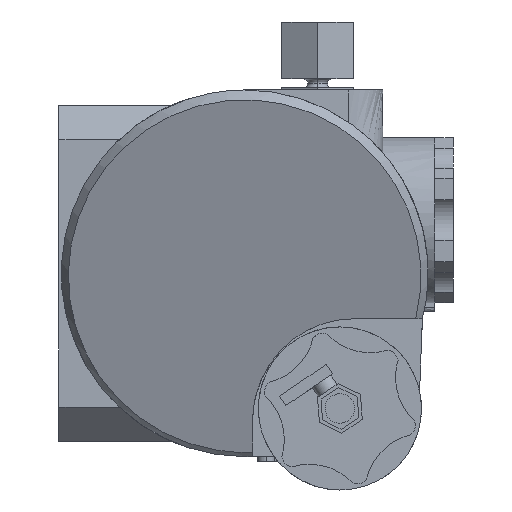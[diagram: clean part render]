
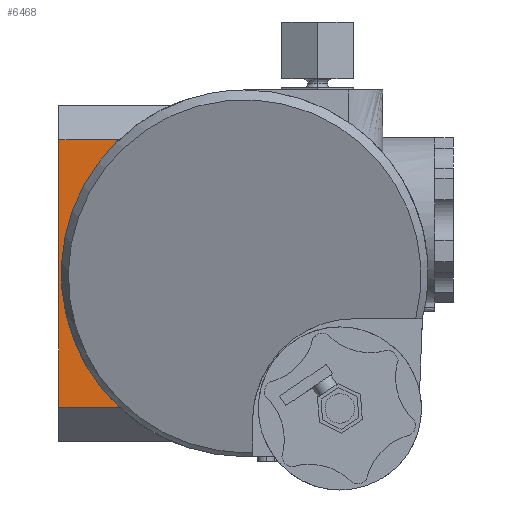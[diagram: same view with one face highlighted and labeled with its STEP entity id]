
A CAD part, left-side view. The second image highlights one B-rep face of the part: STEP entity #6468.
In plain terms, the highlighted free-form (B-spline) face has degree [1, 1] with [2, 2] control points.
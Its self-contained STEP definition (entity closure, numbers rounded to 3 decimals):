
#2365 = VERTEX_POINT('',#2366);
#2366 = CARTESIAN_POINT('',(-327.672,130.434,
    -84.792));
#2377 = EDGE_CURVE('',#2378,#2365,#2380,.T.);
#2378 = VERTEX_POINT('',#2379);
#2379 = CARTESIAN_POINT('',(-327.672,130.434,
    84.792));
#2380 = ( BOUNDED_CURVE() B_SPLINE_CURVE(2,(#2381,#2382,#2383),
.UNSPECIFIED.,.F.,.F.) B_SPLINE_CURVE_WITH_KNOTS((3,3),(3.894,
5.531),.PIECEWISE_BEZIER_KNOTS.) CURVE() 
GEOMETRIC_REPRESENTATION_ITEM() RATIONAL_B_SPLINE_CURVE((1.,
0.684,1.)) REPRESENTATION_ITEM('') );
#2381 = CARTESIAN_POINT('',(-327.672,130.434,
    84.792));
#2382 = CARTESIAN_POINT('',(-327.672,220.968,
    0.));
#2383 = CARTESIAN_POINT('',(-327.672,130.434,
    -84.792));
#6451 = EDGE_CURVE('',#6452,#2365,#6454,.T.);
#6452 = VERTEX_POINT('',#6453);
#6453 = CARTESIAN_POINT('',(-327.672,168.866,
    -84.792));
#6454 = B_SPLINE_CURVE_WITH_KNOTS('',1,(#6455,#6456),.UNSPECIFIED.,.F.,
  .F.,(2,2),(-0.,26.742),.PIECEWISE_BEZIER_KNOTS.);
#6455 = CARTESIAN_POINT('',(-327.672,168.866,
    -84.792));
#6456 = CARTESIAN_POINT('',(-327.672,130.434,
    -84.792));
#6468 = ADVANCED_FACE('',(#6469),#6485,.F.);
#6469 = FACE_BOUND('',#6470,.T.);
#6470 = EDGE_LOOP('',(#6471,#6472,#6479,#6484));
#6471 = ORIENTED_EDGE('',*,*,#2377,.F.);
#6472 = ORIENTED_EDGE('',*,*,#6473,.F.);
#6473 = EDGE_CURVE('',#6474,#2378,#6476,.T.);
#6474 = VERTEX_POINT('',#6475);
#6475 = CARTESIAN_POINT('',(-327.672,168.866,
    84.792));
#6476 = B_SPLINE_CURVE_WITH_KNOTS('',1,(#6477,#6478),.UNSPECIFIED.,.F.,
  .F.,(2,2),(-0.,26.742),.PIECEWISE_BEZIER_KNOTS.);
#6477 = CARTESIAN_POINT('',(-327.672,168.866,
    84.792));
#6478 = CARTESIAN_POINT('',(-327.672,130.434,
    84.792));
#6479 = ORIENTED_EDGE('',*,*,#6480,.F.);
#6480 = EDGE_CURVE('',#6452,#6474,#6481,.T.);
#6481 = B_SPLINE_CURVE_WITH_KNOTS('',1,(#6482,#6483),.UNSPECIFIED.,.F.,
  .F.,(2,2),(0.,118.),.PIECEWISE_BEZIER_KNOTS.);
#6482 = CARTESIAN_POINT('',(-327.672,168.866,
    -84.792));
#6483 = CARTESIAN_POINT('',(-327.672,168.866,
    84.792));
#6484 = ORIENTED_EDGE('',*,*,#6451,.T.);
#6485 = B_SPLINE_SURFACE_WITH_KNOTS('',1,1,(
    (#6486,#6487)
    ,(#6488,#6489
    )),.UNSPECIFIED.,.F.,.F.,.F.,(2,2),(2,2),(-118.,0.),(-26.742
    ,0.),.PIECEWISE_BEZIER_KNOTS.);
#6486 = CARTESIAN_POINT('',(-327.672,130.434,
    84.792));
#6487 = CARTESIAN_POINT('',(-327.672,168.866,
    84.792));
#6488 = CARTESIAN_POINT('',(-327.672,130.434,
    -84.792));
#6489 = CARTESIAN_POINT('',(-327.672,168.866,
    -84.792));
